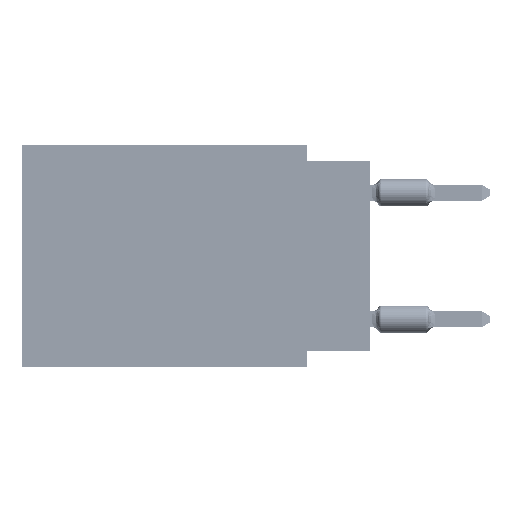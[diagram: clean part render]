
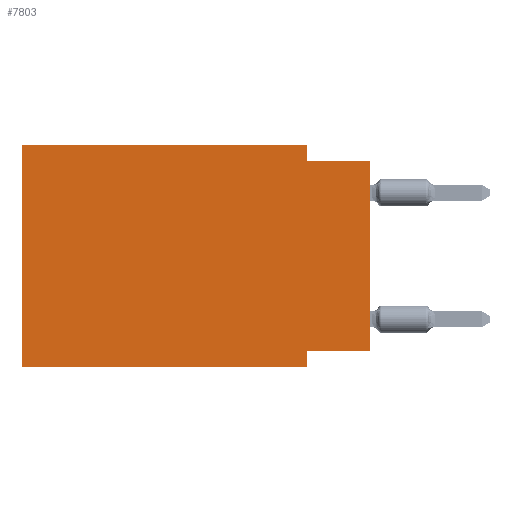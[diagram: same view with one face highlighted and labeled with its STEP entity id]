
A CAD part, left-side view. The second image highlights one B-rep face of the part: STEP entity #7803.
In plain terms, the highlighted planar face has unit normal (-1, 0, 0).
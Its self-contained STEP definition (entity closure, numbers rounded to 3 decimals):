
#192 = CARTESIAN_POINT ( 'NONE',  ( 0., 2.54, -0.635 ) ) ;
#1576 = VERTEX_POINT ( 'NONE', #192 ) ;
#2706 = CARTESIAN_POINT ( 'NONE',  ( 0., 0., -0.635 ) ) ;
#6675 = PLANE ( 'NONE',  #67003 ) ;
#7503 = LINE ( 'NONE', #43667, #56162 ) ;
#7803 = ADVANCED_FACE ( 'NONE', ( #30021 ), #6675, .F. ) ;
#8747 = ORIENTED_EDGE ( 'NONE', *, *, #57028, .F. ) ;
#12089 = CARTESIAN_POINT ( 'NONE',  ( 0., 0., -0.635 ) ) ;
#13839 = CARTESIAN_POINT ( 'NONE',  ( 0., 0., 0. ) ) ;
#13842 = ORIENTED_EDGE ( 'NONE', *, *, #17276, .F. ) ;
#13985 = DIRECTION ( 'NONE',  ( 0., -1., 0. ) ) ;
#16451 = LINE ( 'NONE', #40178, #55614 ) ;
#17276 = EDGE_CURVE ( 'NONE', #73137, #25908, #38936, .T. ) ;
#17357 = EDGE_CURVE ( 'NONE', #44982, #25908, #46296, .T. ) ;
#19410 = CARTESIAN_POINT ( 'NONE',  ( 0., 13.97, -8.89 ) ) ;
#20311 = VECTOR ( 'NONE', #31419, 1000. ) ;
#21831 = EDGE_CURVE ( 'NONE', #1576, #69505, #43540, .T. ) ;
#22727 = ORIENTED_EDGE ( 'NONE', *, *, #59235, .T. ) ;
#25908 = VERTEX_POINT ( 'NONE', #32778 ) ;
#27658 = CARTESIAN_POINT ( 'NONE',  ( 0., 13.97, -8.89 ) ) ;
#30021 = FACE_OUTER_BOUND ( 'NONE', #33280, .T. ) ;
#31419 = DIRECTION ( 'NONE',  ( 0., -1., 0. ) ) ;
#31755 = VECTOR ( 'NONE', #37565, 1000. ) ;
#32778 = CARTESIAN_POINT ( 'NONE',  ( 0., 2.54, -8.89 ) ) ;
#33115 = DIRECTION ( 'NONE',  ( 0., 0., -1. ) ) ;
#33280 = EDGE_LOOP ( 'NONE', ( #22727, #56176, #51407, #8747, #34792, #62777, #13842, #43447 ) ) ;
#34792 = ORIENTED_EDGE ( 'NONE', *, *, #65617, .F. ) ;
#35009 = VECTOR ( 'NONE', #13985, 1000. ) ;
#35013 = DIRECTION ( 'NONE',  ( 0., -1., 0. ) ) ;
#37565 = DIRECTION ( 'NONE',  ( 0., 0., 1. ) ) ;
#38936 = LINE ( 'NONE', #44006, #76366 ) ;
#40178 = CARTESIAN_POINT ( 'NONE',  ( 0., 13.97, 0. ) ) ;
#40355 = VECTOR ( 'NONE', #35013, 1000. ) ;
#42301 = LINE ( 'NONE', #65644, #20311 ) ;
#43447 = ORIENTED_EDGE ( 'NONE', *, *, #53744, .F. ) ;
#43540 = LINE ( 'NONE', #2706, #35009 ) ;
#43667 = CARTESIAN_POINT ( 'NONE',  ( 0., 0., -8.255 ) ) ;
#44006 = CARTESIAN_POINT ( 'NONE',  ( 0., 2.54, -8.89 ) ) ;
#44025 = CARTESIAN_POINT ( 'NONE',  ( 0., 2.54, 0. ) ) ;
#44982 = VERTEX_POINT ( 'NONE', #19410 ) ;
#46296 = LINE ( 'NONE', #27658, #40355 ) ;
#47665 = VECTOR ( 'NONE', #61508, 1000. ) ;
#49069 = LINE ( 'NONE', #44025, #47665 ) ;
#50245 = CARTESIAN_POINT ( 'NONE',  ( 0., 2.54, -8.255 ) ) ;
#51407 = ORIENTED_EDGE ( 'NONE', *, *, #55056, .F. ) ;
#53584 = VERTEX_POINT ( 'NONE', #59242 ) ;
#53744 = EDGE_CURVE ( 'NONE', #66363, #73137, #7503, .T. ) ;
#55044 = LINE ( 'NONE', #13839, #31755 ) ;
#55056 = EDGE_CURVE ( 'NONE', #53584, #1576, #49069, .T. ) ;
#55614 = VECTOR ( 'NONE', #63878, 1000. ) ;
#56162 = VECTOR ( 'NONE', #60395, 1000. ) ;
#56176 = ORIENTED_EDGE ( 'NONE', *, *, #21831, .F. ) ;
#57028 = EDGE_CURVE ( 'NONE', #60960, #53584, #42301, .T. ) ;
#59235 = EDGE_CURVE ( 'NONE', #66363, #69505, #55044, .T. ) ;
#59242 = CARTESIAN_POINT ( 'NONE',  ( 0., 2.54, 0. ) ) ;
#60334 = DIRECTION ( 'NONE',  ( 1., 0., 0. ) ) ;
#60395 = DIRECTION ( 'NONE',  ( 0., 1., 0. ) ) ;
#60960 = VERTEX_POINT ( 'NONE', #76294 ) ;
#61508 = DIRECTION ( 'NONE',  ( 0., 0., -1. ) ) ;
#62777 = ORIENTED_EDGE ( 'NONE', *, *, #17357, .T. ) ;
#63878 = DIRECTION ( 'NONE',  ( 0., 0., 1. ) ) ;
#65617 = EDGE_CURVE ( 'NONE', #44982, #60960, #16451, .T. ) ;
#65644 = CARTESIAN_POINT ( 'NONE',  ( 0., 13.97, 0. ) ) ;
#66363 = VERTEX_POINT ( 'NONE', #67834 ) ;
#67003 = AXIS2_PLACEMENT_3D ( 'NONE', #71617, #60334, #70851 ) ;
#67834 = CARTESIAN_POINT ( 'NONE',  ( 0., 0., -8.255 ) ) ;
#69505 = VERTEX_POINT ( 'NONE', #12089 ) ;
#70851 = DIRECTION ( 'NONE',  ( 0., 0., -1. ) ) ;
#71617 = CARTESIAN_POINT ( 'NONE',  ( 0., 13.97, 0. ) ) ;
#73137 = VERTEX_POINT ( 'NONE', #50245 ) ;
#76294 = CARTESIAN_POINT ( 'NONE',  ( 0., 13.97, 0. ) ) ;
#76366 = VECTOR ( 'NONE', #33115, 1000. ) ;
